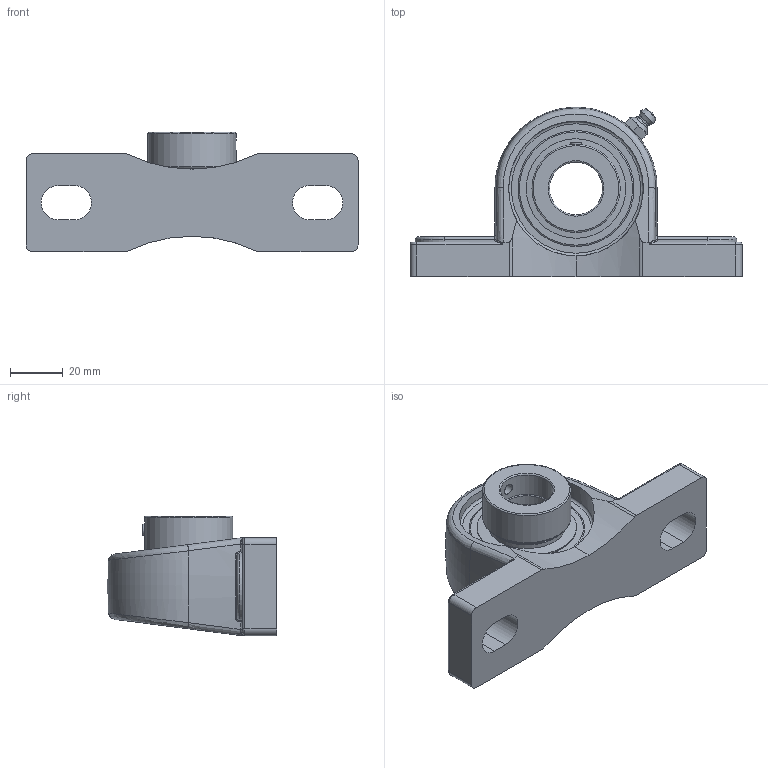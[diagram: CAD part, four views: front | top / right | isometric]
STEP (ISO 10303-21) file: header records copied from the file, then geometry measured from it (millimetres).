
FILE_DESCRIPTION(('HOOPS Exchange Step'),'2;1');
FILE_NAME('export-20BC46D4-669A-4B1E-8222-4348F365A0A8.stp','2019-12-13T14:02:47-08:00',('ibuslach'),('Alibre'),'HOOPS Exchange 2019.2','Alibre','Unknown authorisation');
FILE_SCHEMA( ('AP242_MANAGED_MODEL_BASED_3D_ENGINEERING_MIM_LF {1 0 10303 442 1 1 4 }') );
Length unit declared in the file: centimetre
Products named in the file (8): MRN SP 201-204; UCP ZERK 5mm; SNC 204 COLLAR; SNC 201 SHIELD; SNC 201 SS; SNC 204 RACES; MRN SNC 204; MRN SNCP 204
Assembly tree (8 placements, depth 3):
  MRN SNCP 204
    MRN SP 201-204
    UCP ZERK 5mm
    MRN SNC 204
      SNC 204 COLLAR
      SNC 201 SHIELD  x2
      SNC 201 SS
      SNC 204 RACES
Bounding box: 125.5 x 63.97 x 45.11 mm (x, y, z)
Volume: 101140.2 mm3; surface area: 39560.2 mm2
Topology: 8 solids, 8 shells, 211 faces, 562 edges, 361 vertices
Faces by surface type: cylinder 72, plane 60, torus 31, bspline 22, cone 18, sphere 8
Full cylindrical faces by diameter (mm): 2.006 x2, 4.134 x3, 5 x2, 20 x2, 25.908 x2, 27.94 x4, 28.956 x2, 33.3 x1, 37.214 x2, 37.618 x2, 50.911 x2
Entity records: 14744 total; most frequent: CARTESIAN_POINT 9453, DIRECTION 1107, ORIENTED_EDGE 1068, EDGE_CURVE 534, AXIS2_PLACEMENT_3D 467, VERTEX_POINT 347, CIRCLE 241, EDGE_LOOP 229
